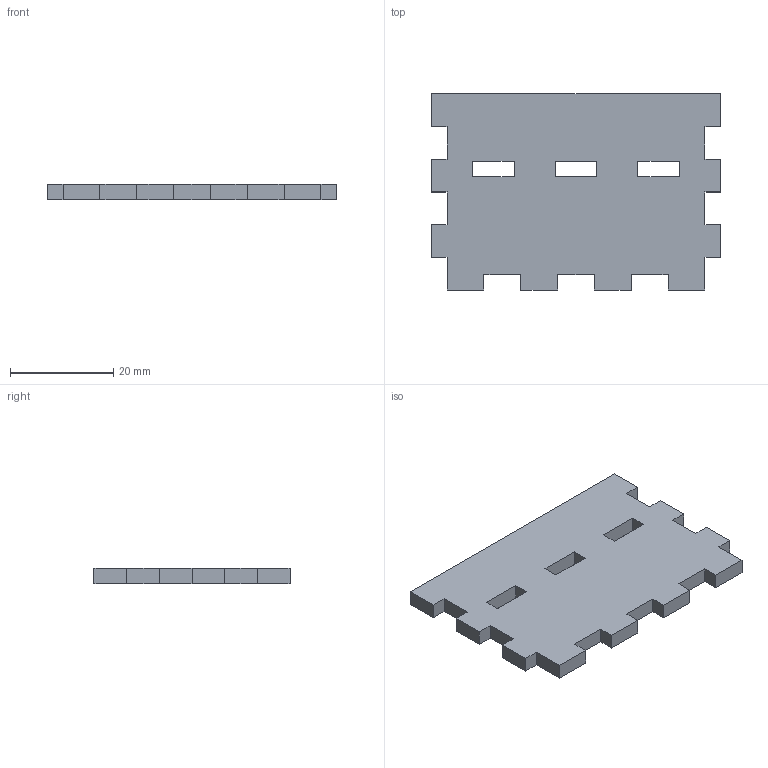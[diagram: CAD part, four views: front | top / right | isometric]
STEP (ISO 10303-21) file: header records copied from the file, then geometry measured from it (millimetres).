
FILE_DESCRIPTION (( 'STEP AP214' ), '1' );
FILE_NAME ('Back.STEP', '2015-06-28T23:43:04', ( '' ), ( '' ), 'SwSTEP 2.0', 'SolidWorks 2015', '' );
FILE_SCHEMA (( 'AUTOMOTIVE_DESIGN' ));
Length unit declared in the file: millimetre
Products named in the file (1): Back
Bounding box: 56 x 38 x 3 mm (x, y, z)
Volume: 5633.1 mm3; surface area: 4643.4 mm2
Topology: 1 solids, 1 shells, 50 faces, 144 edges, 96 vertices
Faces by surface type: plane 50
Entity records: 1654 total; most frequent: CARTESIAN_POINT 291, ORIENTED_EDGE 288, DIRECTION 246, EDGE_CURVE 144, VECTOR 144, LINE 144, VERTEX_POINT 96, EDGE_LOOP 56
